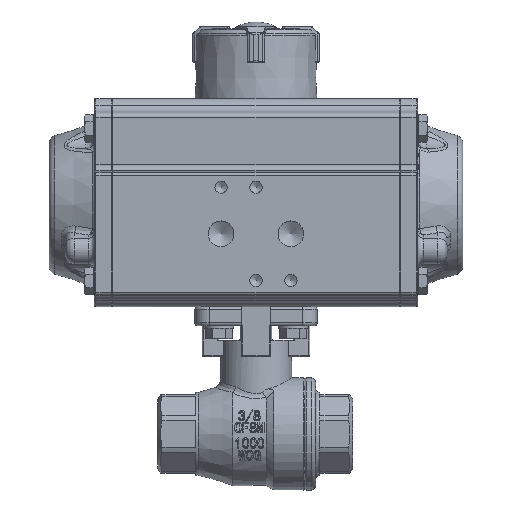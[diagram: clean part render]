
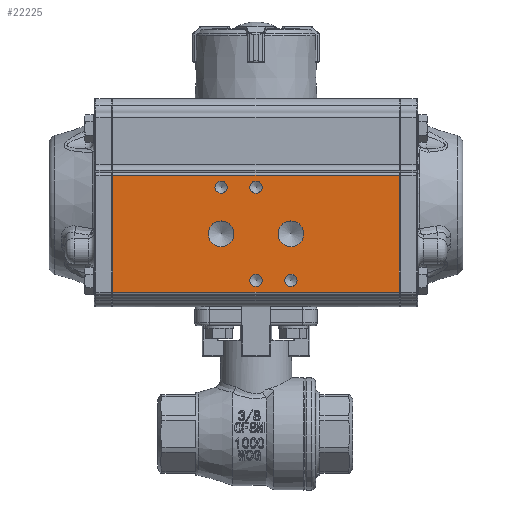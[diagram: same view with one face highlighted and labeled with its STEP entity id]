
A CAD part, top view. The second image highlights one B-rep face of the part: STEP entity #22225.
In plain terms, the highlighted face is planar.
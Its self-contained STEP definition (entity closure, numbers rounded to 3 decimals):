
#636=PLANE('',#24169);
#1791=LINE('',#73006,#3173);
#1792=LINE('',#73010,#3174);
#1793=LINE('',#73012,#3175);
#1794=LINE('',#73014,#3176);
#3173=VECTOR('',#28183,1000.);
#3174=VECTOR('',#28188,1000.);
#3175=VECTOR('',#28189,1000.);
#3176=VECTOR('',#28190,1000.);
#4608=CIRCLE('',#23919,4.4);
#4610=CIRCLE('',#23923,4.4);
#4612=CIRCLE('',#23927,2.1);
#4614=CIRCLE('',#23931,2.1);
#4616=CIRCLE('',#23935,2.1);
#4618=CIRCLE('',#23939,2.1);
#8902=ORIENTED_EDGE('',*,*,#13868,.F.);
#8903=ORIENTED_EDGE('',*,*,#13870,.T.);
#8904=ORIENTED_EDGE('',*,*,#13871,.T.);
#8905=ORIENTED_EDGE('',*,*,#13872,.T.);
#8906=ORIENTED_EDGE('',*,*,#13576,.F.);
#8907=ORIENTED_EDGE('',*,*,#13574,.F.);
#8908=ORIENTED_EDGE('',*,*,#13572,.F.);
#8909=ORIENTED_EDGE('',*,*,#13570,.F.);
#8910=ORIENTED_EDGE('',*,*,#13568,.F.);
#8911=ORIENTED_EDGE('',*,*,#13566,.F.);
#13566=EDGE_CURVE('',#16480,#16480,#4608,.T.);
#13568=EDGE_CURVE('',#16483,#16483,#4610,.T.);
#13570=EDGE_CURVE('',#16486,#16486,#4612,.T.);
#13572=EDGE_CURVE('',#16489,#16489,#4614,.T.);
#13574=EDGE_CURVE('',#16492,#16492,#4616,.T.);
#13576=EDGE_CURVE('',#16495,#16495,#4618,.T.);
#13868=EDGE_CURVE('',#16733,#16734,#1791,.T.);
#13870=EDGE_CURVE('',#16733,#16735,#1792,.T.);
#13871=EDGE_CURVE('',#16735,#16736,#1793,.T.);
#13872=EDGE_CURVE('',#16736,#16734,#1794,.T.);
#16480=VERTEX_POINT('',#71915);
#16483=VERTEX_POINT('',#71922);
#16486=VERTEX_POINT('',#71929);
#16489=VERTEX_POINT('',#71936);
#16492=VERTEX_POINT('',#71943);
#16495=VERTEX_POINT('',#71950);
#16733=VERTEX_POINT('',#73005);
#16734=VERTEX_POINT('',#73007);
#16735=VERTEX_POINT('',#73011);
#16736=VERTEX_POINT('',#73013);
#19076=EDGE_LOOP('',(#8902,#8903,#8904,#8905));
#19077=EDGE_LOOP('',(#8906));
#19078=EDGE_LOOP('',(#8907));
#19079=EDGE_LOOP('',(#8908));
#19080=EDGE_LOOP('',(#8909));
#19081=EDGE_LOOP('',(#8910));
#19082=EDGE_LOOP('',(#8911));
#20656=FACE_BOUND('',#19076,.T.);
#20657=FACE_BOUND('',#19077,.T.);
#20658=FACE_BOUND('',#19078,.T.);
#20659=FACE_BOUND('',#19079,.T.);
#20660=FACE_BOUND('',#19080,.T.);
#20661=FACE_BOUND('',#19081,.T.);
#20662=FACE_BOUND('',#19082,.T.);
#22225=ADVANCED_FACE('',(#20656,#20657,#20658,#20659,#20660,#20661,#20662),
#636,.F.);
#23919=AXIS2_PLACEMENT_3D('',#71914,#27586,#27587);
#23923=AXIS2_PLACEMENT_3D('',#71921,#27594,#27595);
#23927=AXIS2_PLACEMENT_3D('',#71928,#27602,#27603);
#23931=AXIS2_PLACEMENT_3D('',#71935,#27610,#27611);
#23935=AXIS2_PLACEMENT_3D('',#71942,#27618,#27619);
#23939=AXIS2_PLACEMENT_3D('',#71949,#27626,#27627);
#24169=AXIS2_PLACEMENT_3D('',#73009,#28186,#28187);
#27586=DIRECTION('',(-1.,0.,0.));
#27587=DIRECTION('',(0.,0.,1.));
#27594=DIRECTION('',(-1.,0.,0.));
#27595=DIRECTION('',(0.,0.,1.));
#27602=DIRECTION('',(-1.,0.,0.));
#27603=DIRECTION('',(0.,0.,1.));
#27610=DIRECTION('',(-1.,0.,0.));
#27611=DIRECTION('',(0.,0.,1.));
#27618=DIRECTION('',(-1.,0.,0.));
#27619=DIRECTION('',(0.,0.,1.));
#27626=DIRECTION('',(-1.,0.,0.));
#27627=DIRECTION('',(0.,0.,1.));
#28183=DIRECTION('',(0.,0.,-1.));
#28186=DIRECTION('',(1.,0.,0.));
#28187=DIRECTION('',(0.,1.,0.));
#28188=DIRECTION('',(0.,1.,0.));
#28189=DIRECTION('',(0.,0.,-1.));
#28190=DIRECTION('',(0.,-1.,0.));
#71914=CARTESIAN_POINT('',(-42.,-10.,12.));
#71915=CARTESIAN_POINT('',(-42.,-10.,16.4));
#71921=CARTESIAN_POINT('',(-42.,-10.,-12.));
#71922=CARTESIAN_POINT('',(-42.,-10.,-7.6));
#71928=CARTESIAN_POINT('',(-42.,6.,0.));
#71929=CARTESIAN_POINT('',(-42.,6.,2.1));
#71935=CARTESIAN_POINT('',(-42.,-26.,0.));
#71936=CARTESIAN_POINT('',(-42.,-26.,2.1));
#71942=CARTESIAN_POINT('',(-42.,6.,-12.));
#71943=CARTESIAN_POINT('',(-42.,6.,-9.9));
#71949=CARTESIAN_POINT('',(-42.,-26.,12.));
#71950=CARTESIAN_POINT('',(-42.,-26.,14.1));
#73005=CARTESIAN_POINT('',(-42.,-30.05,49.2));
#73006=CARTESIAN_POINT('',(-42.,-30.05,49.5));
#73007=CARTESIAN_POINT('',(-42.,-30.05,-49.2));
#73009=CARTESIAN_POINT('',(-42.,10.062,49.5));
#73010=CARTESIAN_POINT('',(-42.,10.062,49.2));
#73011=CARTESIAN_POINT('',(-42.,10.062,49.2));
#73012=CARTESIAN_POINT('',(-42.,10.062,49.5));
#73013=CARTESIAN_POINT('',(-42.,10.062,-49.2));
#73014=CARTESIAN_POINT('',(-42.,10.062,-49.2));
